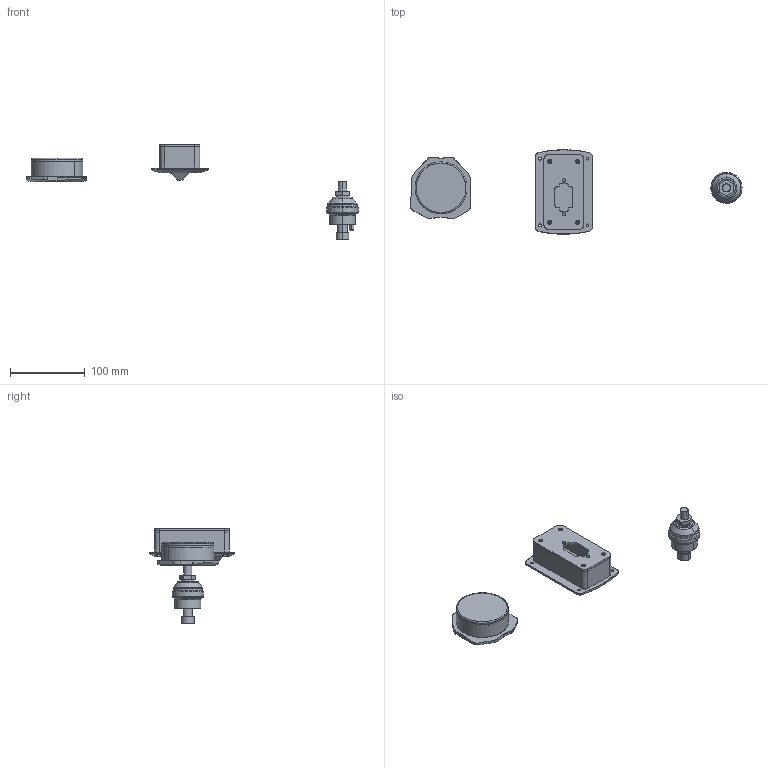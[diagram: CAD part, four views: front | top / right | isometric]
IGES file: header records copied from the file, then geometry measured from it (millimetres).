
Start section: SolidWorks IGES file using analytic representation for surfaces
Global section: file name: UBEC1ATdd.IGS; native system: SolidWorks 2011; preprocessor: SolidWorks 2011; author: RAsire; date: 110705.144841; units: inch
Bounding box: 443.17 x 112.71 x 127.72 mm (x, y, z)
Surface area: 99661.5 mm2 (no closed solid volume)
Topology: 0 solids, 0 shells, 721 faces, 9809 edges, 9801 vertices
Faces by surface type: bspline 501, revolution 220
